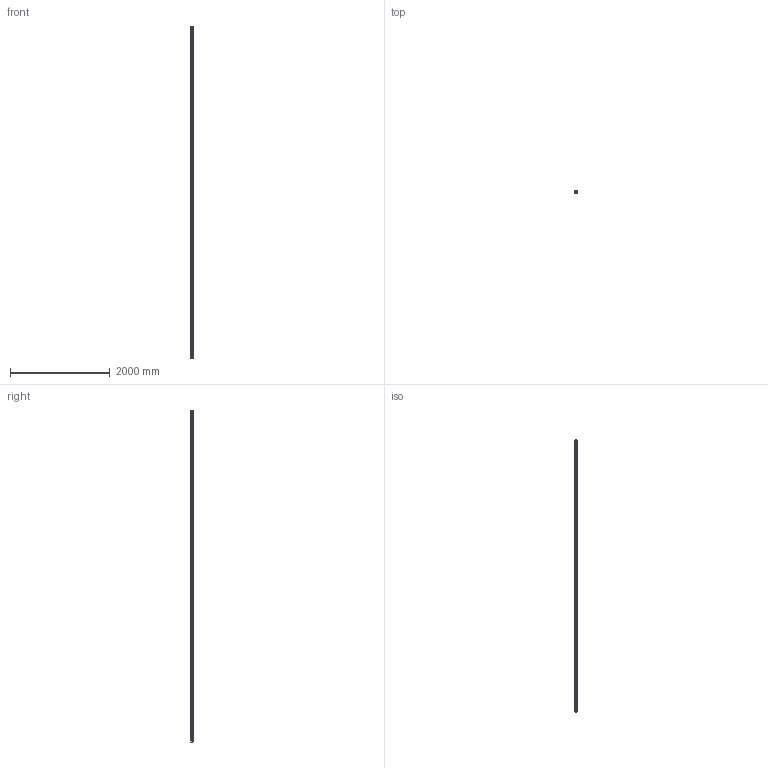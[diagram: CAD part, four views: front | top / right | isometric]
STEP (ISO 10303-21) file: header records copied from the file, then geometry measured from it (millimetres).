
FILE_DESCRIPTION((''),'2;1');
FILE_NAME('150968.stp','2013-01-23T11:20:29',('DMK009'),(''),'Autodesk Inventor 2012','Autodesk Inventor 2012','');
FILE_SCHEMA(('AUTOMOTIVE_DESIGN { 1 0 10303 214 1 1 1 1 }'));
Length unit declared in the file: millimetre
Products named in the file (1): 150968
Bounding box: 41 x 42 x 6640 mm (x, y, z)
Volume: 2452232.8 mm3; surface area: 2165373 mm2
Topology: 1 solids, 1 shells, 519 faces, 1538 edges, 1021 vertices
Faces by surface type: cylinder 273, plane 246
Full cylindrical faces by diameter (mm): 17 x83
Entity records: 17568 total; most frequent: DIRECTION 2958, CARTESIAN_POINT 2830, ORIENTED_EDGE 2744, EDGE_CURVE 1372, AXIS2_PLACEMENT_3D 1066, VERTEX_POINT 938, EDGE_LOOP 934, VECTOR 826
